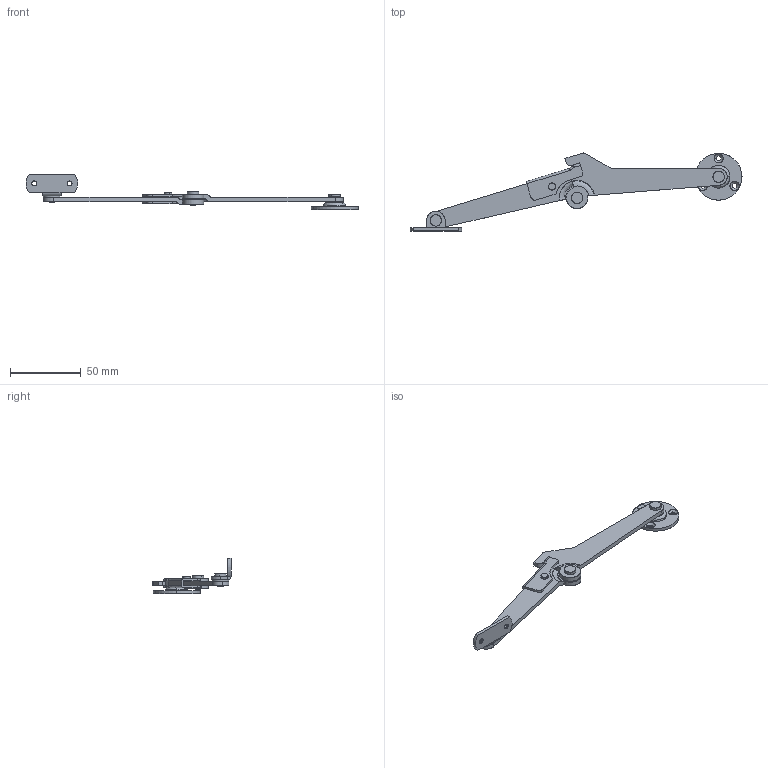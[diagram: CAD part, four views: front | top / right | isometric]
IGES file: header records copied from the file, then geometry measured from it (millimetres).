
Start section: SolidWorks IGES file using analytic representation for surfaces
Global section: file name: B-20-B-1-L.IGS,15; native system: HSolidWorks 2007; preprocessor: SolidWorks 2007; author: snakamura; date: 080319.185736; units: millimetre
Bounding box: 234.47 x 55.13 x 25.1 mm (x, y, z)
Surface area: 16921.4 mm2 (no closed solid volume)
Topology: 0 solids, 0 shells, 206 faces, 3716 edges, 3716 vertices
Faces by surface type: revolution 116, bspline 90
